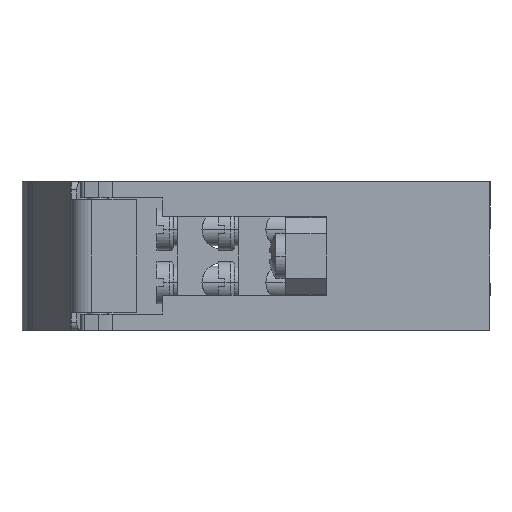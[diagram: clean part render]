
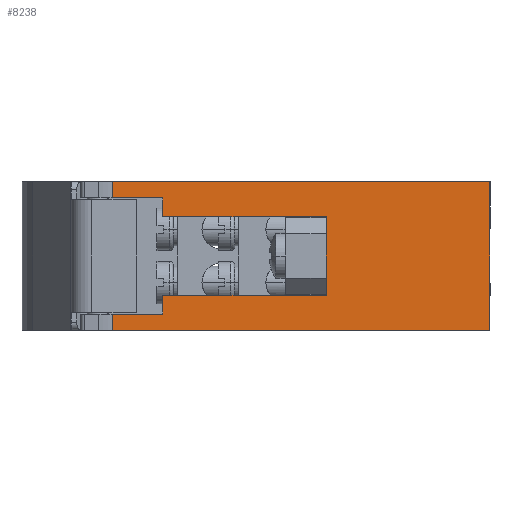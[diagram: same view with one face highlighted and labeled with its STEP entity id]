
A CAD part, left-side view. The second image highlights one B-rep face of the part: STEP entity #8238.
In plain terms, the highlighted planar face has unit normal (-1, 0, 0).
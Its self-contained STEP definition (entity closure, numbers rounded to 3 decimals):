
#692=DIRECTION('',(0.,0.,1.));
#693=VECTOR('',#692,9.4);
#694=CARTESIAN_POINT('',(-21.,20.,-4.7));
#695=LINE('',#694,#693);
#696=DIRECTION('',(0.,1.,0.));
#697=VECTOR('',#696,6.172);
#698=CARTESIAN_POINT('',(-21.,40.,7.1));
#699=LINE('',#698,#697);
#700=DIRECTION('',(0.,0.,1.));
#701=VECTOR('',#700,2.);
#702=CARTESIAN_POINT('',(-21.,46.172,7.1));
#703=LINE('',#702,#701);
#704=DIRECTION('',(0.,-1.,0.));
#705=VECTOR('',#704,46.172);
#706=CARTESIAN_POINT('',(-21.,46.172,9.1));
#707=LINE('',#706,#705);
#708=DIRECTION('',(0.,1.,0.));
#709=VECTOR('',#708,46.172);
#710=CARTESIAN_POINT('',(-21.,0.,-9.1));
#711=LINE('',#710,#709);
#712=DIRECTION('',(0.,-1.,0.));
#713=VECTOR('',#712,6.172);
#714=CARTESIAN_POINT('',(-21.,46.172,-7.1));
#715=LINE('',#714,#713);
#741=DIRECTION('',(0.,0.,-1.));
#742=VECTOR('',#741,0.1);
#743=CARTESIAN_POINT('',(-21.,20.,-4.7));
#744=LINE('',#743,#742);
#757=DIRECTION('',(0.,0.,-1.));
#758=VECTOR('',#757,0.1);
#759=CARTESIAN_POINT('',(-21.,20.,4.8));
#760=LINE('',#759,#758);
#2796=DIRECTION('',(0.,1.,0.));
#2797=VECTOR('',#2796,20.);
#2798=CARTESIAN_POINT('',(-21.,20.,-4.8));
#2799=LINE('',#2798,#2797);
#2800=DIRECTION('',(0.,0.,-1.));
#2801=VECTOR('',#2800,2.3);
#2802=CARTESIAN_POINT('',(-21.,40.,-4.8));
#2803=LINE('',#2802,#2801);
#4740=DIRECTION('',(0.,0.,1.));
#4741=VECTOR('',#4740,18.2);
#4742=CARTESIAN_POINT('',(-21.,0.,-9.1));
#4743=LINE('',#4742,#4741);
#5074=DIRECTION('',(0.,0.,-1.));
#5075=VECTOR('',#5074,2.);
#5076=CARTESIAN_POINT('',(-21.,46.172,-7.1));
#5077=LINE('',#5076,#5075);
#5200=DIRECTION('',(0.,0.,-1.));
#5201=VECTOR('',#5200,2.3);
#5202=CARTESIAN_POINT('',(-21.,40.,7.1));
#5203=LINE('',#5202,#5201);
#5216=DIRECTION('',(0.,-1.,0.));
#5217=VECTOR('',#5216,20.);
#5218=CARTESIAN_POINT('',(-21.,40.,4.8));
#5219=LINE('',#5218,#5217);
#5741=CARTESIAN_POINT('',(-21.,46.172,-9.1));
#5742=VERTEX_POINT('',#5741);
#5743=CARTESIAN_POINT('',(-21.,0.,-9.1));
#5744=VERTEX_POINT('',#5743);
#5779=CARTESIAN_POINT('',(-21.,46.172,-7.1));
#5781=VERTEX_POINT('',#5779);
#5857=CARTESIAN_POINT('',(-21.,0.,9.1));
#5858=VERTEX_POINT('',#5857);
#5859=CARTESIAN_POINT('',(-21.,46.172,9.1));
#5860=VERTEX_POINT('',#5859);
#5905=CARTESIAN_POINT('',(-21.,46.172,7.1));
#5906=VERTEX_POINT('',#5905);
#5908=CARTESIAN_POINT('',(-21.,40.,7.1));
#5910=VERTEX_POINT('',#5908);
#5919=CARTESIAN_POINT('',(-21.,40.,-7.1));
#5920=VERTEX_POINT('',#5919);
#5921=CARTESIAN_POINT('',(-21.,40.,-4.8));
#5922=VERTEX_POINT('',#5921);
#5923=CARTESIAN_POINT('',(-21.,20.,-4.8));
#5924=VERTEX_POINT('',#5923);
#5925=CARTESIAN_POINT('',(-21.,40.,4.8));
#5926=CARTESIAN_POINT('',(-21.,20.,4.8));
#5927=VERTEX_POINT('',#5925);
#5928=VERTEX_POINT('',#5926);
#7053=CARTESIAN_POINT('',(-21.,20.,-4.7));
#7054=CARTESIAN_POINT('',(-21.,20.,4.7));
#7055=VERTEX_POINT('',#7053);
#7056=VERTEX_POINT('',#7054);
#8204=CARTESIAN_POINT('',(-21.,23.086,0.));
#8205=DIRECTION('',(1.,0.,0.));
#8206=DIRECTION('',(0.,-1.,0.));
#8207=AXIS2_PLACEMENT_3D('',#8204,#8205,#8206);
#8208=PLANE('',#8207);
#8209=ORIENTED_EDGE('',*,*,#8190,.T.);
#8211=ORIENTED_EDGE('',*,*,#8210,.F.);
#8213=ORIENTED_EDGE('',*,*,#8212,.F.);
#8215=ORIENTED_EDGE('',*,*,#8214,.F.);
#8217=ORIENTED_EDGE('',*,*,#8216,.T.);
#8219=ORIENTED_EDGE('',*,*,#8218,.T.);
#8221=ORIENTED_EDGE('',*,*,#8220,.T.);
#8223=ORIENTED_EDGE('',*,*,#8222,.F.);
#8225=ORIENTED_EDGE('',*,*,#8224,.T.);
#8227=ORIENTED_EDGE('',*,*,#8226,.F.);
#8229=ORIENTED_EDGE('',*,*,#8228,.T.);
#8231=ORIENTED_EDGE('',*,*,#8230,.F.);
#8233=ORIENTED_EDGE('',*,*,#8232,.F.);
#8235=ORIENTED_EDGE('',*,*,#8234,.F.);
#8236=EDGE_LOOP('',(#8209,#8211,#8213,#8215,#8217,#8219,#8221,#8223,#8225,#8227,
#8229,#8231,#8233,#8235));
#8237=FACE_OUTER_BOUND('',#8236,.F.);
#8190=EDGE_CURVE('',#7055,#7056,#695,.T.);
#8210=EDGE_CURVE('',#5928,#7056,#760,.T.);
#8212=EDGE_CURVE('',#5927,#5928,#5219,.T.);
#8214=EDGE_CURVE('',#5910,#5927,#5203,.T.);
#8216=EDGE_CURVE('',#5910,#5906,#699,.T.);
#8218=EDGE_CURVE('',#5906,#5860,#703,.T.);
#8220=EDGE_CURVE('',#5860,#5858,#707,.T.);
#8222=EDGE_CURVE('',#5744,#5858,#4743,.T.);
#8224=EDGE_CURVE('',#5744,#5742,#711,.T.);
#8226=EDGE_CURVE('',#5781,#5742,#5077,.T.);
#8228=EDGE_CURVE('',#5781,#5920,#715,.T.);
#8230=EDGE_CURVE('',#5922,#5920,#2803,.T.);
#8232=EDGE_CURVE('',#5924,#5922,#2799,.T.);
#8234=EDGE_CURVE('',#7055,#5924,#744,.T.);
#8238=ADVANCED_FACE('',(#8237),#8208,.F.);
